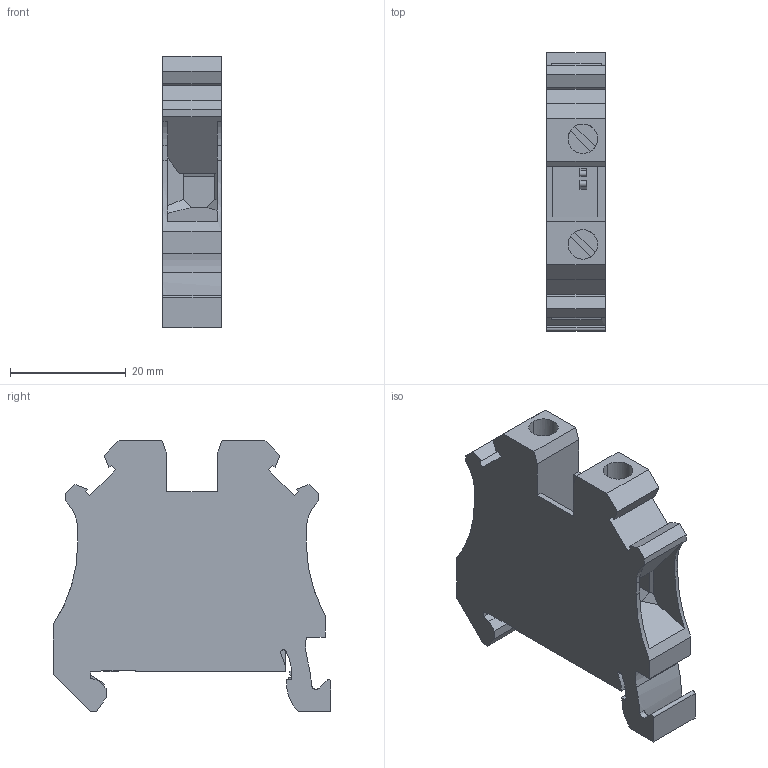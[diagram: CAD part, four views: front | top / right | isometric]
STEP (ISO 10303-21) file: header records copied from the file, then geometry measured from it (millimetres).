
FILE_DESCRIPTION(('Creo Elements/Direct Modeling STEP Export'),'2;1');
FILE_NAME('model.stp','2019-06-05T 2:08:16',(''),(''),'Creo Elements/Direct Modeling STEP processor for AP214 (Solid Model)','Creo Elements/Direct Modeling 20.1A 29-Sep-2018 (C) Parametric Technology GmbH','');
FILE_SCHEMA(('AUTOMOTIVE_DESIGN { 1 0 10303 214 1 1 1 1 }'));
Length unit declared in the file: millimetre
Products named in the file (2): UT_10_PE-select
Assembly tree (1 placements, depth 2):
  UT_10_PE-select
    UT_10_PE-select
Bounding box: 10.15 x 48 x 46.85 mm (x, y, z)
Volume: 13376.9 mm3; surface area: 6932.4 mm2
Topology: 1 solids, 1 shells, 162 faces, 456 edges, 300 vertices
Faces by surface type: plane 138, cylinder 24
Entity records: 6355 total; most frequent: ORIENTED_EDGE 912, CARTESIAN_POINT 886, DIRECTION 796, EDGE_CURVE 456, VECTOR 376, LINE 376, VERTEX_POINT 300, AXIS2_PLACEMENT_3D 210
